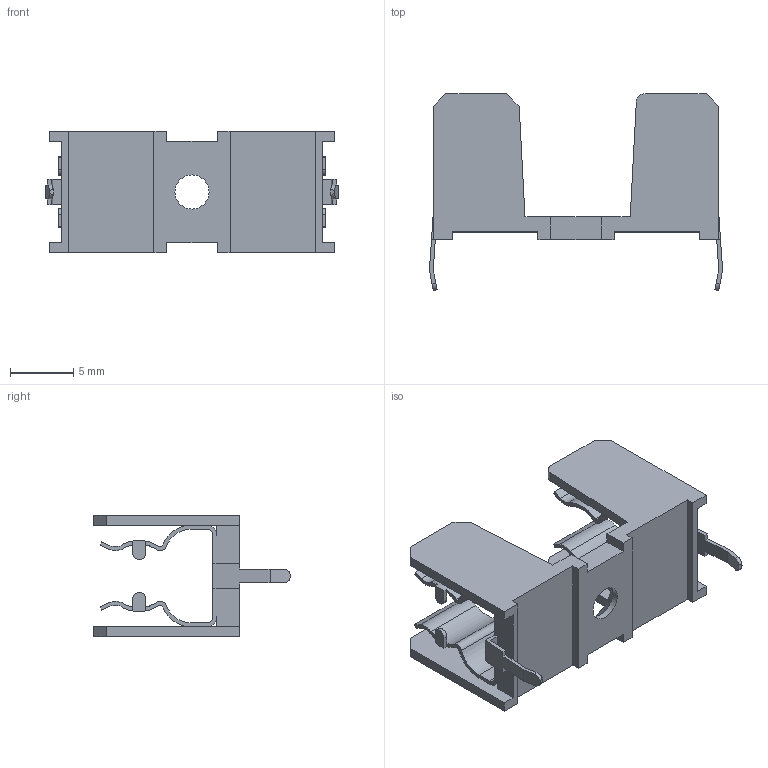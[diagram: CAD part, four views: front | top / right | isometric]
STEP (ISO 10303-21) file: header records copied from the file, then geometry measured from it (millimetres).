
FILE_DESCRIPTION(('FreeCAD Model'),'2;1');
FILE_NAME('./Schurter_0031_8201.step','2020-10-30T23:58:13',(''),(''), 'Open CASCADE STEP processor 7.3','FreeCAD','Unknown');
FILE_SCHEMA(('AUTOMOTIVE_DESIGN { 1 0 10303 214 1 1 1 1 }'));
Length unit declared in the file: millimetre
Products named in the file (1): Schurter_0031_8201
Bounding box: 23.1 x 15.5 x 9.6 mm (x, y, z)
Surface area: 1570.6 mm2 (no closed solid volume)
Topology: 0 solids, 162 shells, 162 faces, 965 edges, 970 vertices
Faces by surface type: bspline 108, revolution 54
Entity records: 11033 total; most frequent: CARTESIAN_POINT 2660, DIRECTION 1283, ORIENTED_EDGE 960, EDGE_CURVE 960, VERTEX_POINT 960, LINE 763, VECTOR 763, AXIS2_PLACEMENT_3D 233
